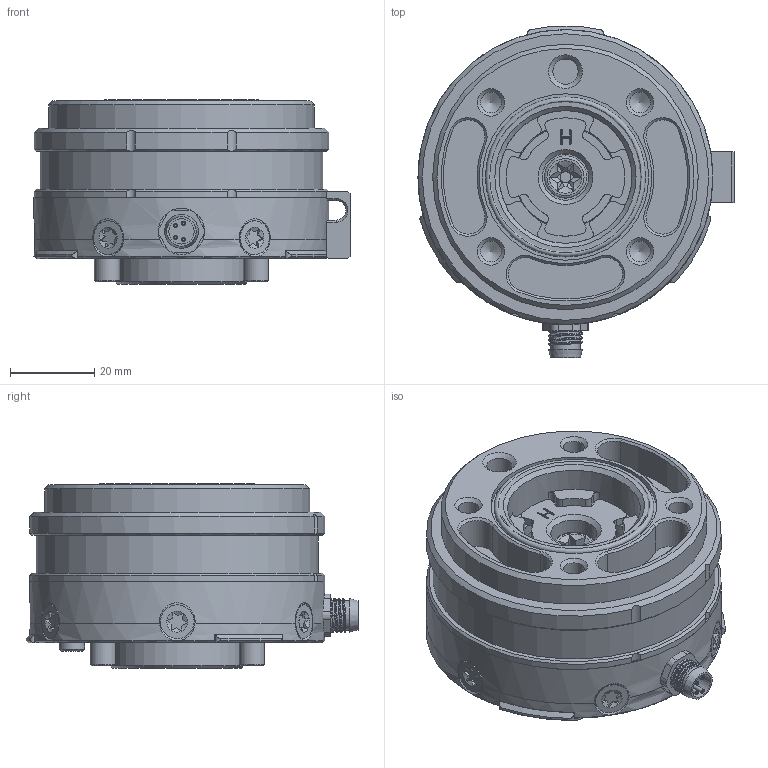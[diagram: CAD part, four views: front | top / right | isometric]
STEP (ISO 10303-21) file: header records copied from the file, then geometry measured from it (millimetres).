
FILE_DESCRIPTION(/* description */ (''),/* implementation_level */ '2;1');
FILE_NAME(/* name */ 'hex_sensor.stp',/* time_stamp */ '2020-07-03T18:33:10+01:00',/* author */ ('romanp'),/* organization */ (''),/* preprocessor_version */ 'ST-DEVELOPER v17',/* originating_system */ 'Autodesk Inventor 2019',/* authorisation */ '');
FILE_SCHEMA (('AUTOMOTIVE_DESIGN { 1 0 10303 214 3 1 1 }'));
Length unit declared in the file: millimetre
Products named in the file (17): HEX-H v2 with Adapter A2; FTS_Base-HEX_1.1.2; M8-120031-0006 ; O-Ring-8x1; FTS_Silicone_1.1; FTS_Tool-Interface-HEX_1.1; FTS_Plug-H_1.1.2; ISO 14580 - M6 x 16; O-Ring-35x1.5; FTS_Sticker_1.1; FTS_Adapter-A2_1.1.3; NCN 20146 - A2 - M6 x 8; Washer - M6; ISO 14581 - A2 - M4 x 6; Cable-Holder_1.1.2; FTS_Cable-Holder_1.1.2; ISO 14581 - A2 - M4 x 12 - OK Edit
Assembly tree (27 placements, depth 3):
  HEX-H v2 with Adapter A2
    FTS_Base-HEX_1.1.2
    M8-120031-0006 
    O-Ring-8x1
    FTS_Silicone_1.1
    FTS_Tool-Interface-HEX_1.1
    FTS_Plug-H_1.1.2
    ISO 14580 - M6 x 16
    Washer - M6  x5
    O-Ring-35x1.5
    FTS_Sticker_1.1
    FTS_Adapter-A2_1.1.3
    NCN 20146 - A2 - M6 x 8  x4
    ISO 14581 - A2 - M4 x 6  x5
    Cable-Holder_1.1.2
      FTS_Cable-Holder_1.1.2
      ISO 14581 - A2 - M4 x 12 - OK Edit
Bounding box: 75 x 78.79 x 43.7 mm (x, y, z)
Volume: 102554.8 mm3; surface area: 60471 mm2
Topology: 27 solids, 27 shells, 1572 faces, 4217 edges, 2778 vertices
Faces by surface type: plane 898, cylinder 404, cone 124, bspline 117, torus 29
Full cylindrical faces by diameter (mm): 1 x4, 1.221 x12, 1.567 x3, 3 x2, 3.242 x7, 4 x6, 4.5 x6, 4.917 x5, 5 x1, 6 x8, 6.4 x5, 6.5 x5, 7 x3, 7.459 x1, 8 x11, 8.5 x1, 10 x13, 10.5 x4, 11 x2, 20 x1, 24 x3, 27 x4, 28 x1, 31.5 x2, 36 x1, 39.5 x1, 63 x1, 67 x3, 69 x2, 70 x1
Entity records: 51196 total; most frequent: CARTESIAN_POINT 15264, ORIENTED_EDGE 7584, DIRECTION 7032, EDGE_CURVE 3792, VERTEX_POINT 2508, AXIS2_PLACEMENT_3D 2353, LINE 2326, VECTOR 2326
